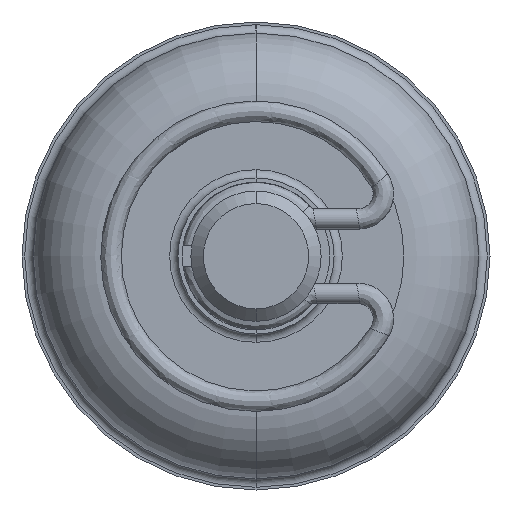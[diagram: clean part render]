
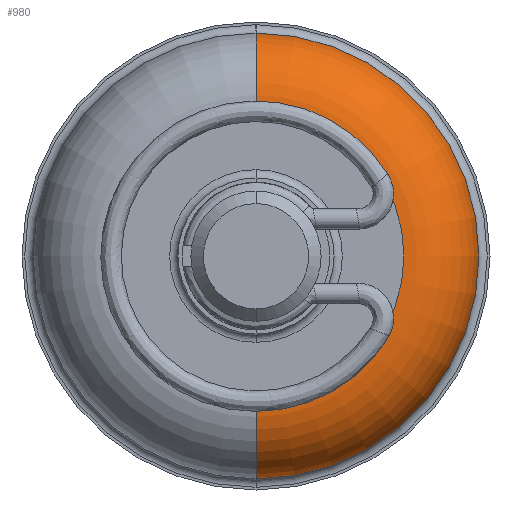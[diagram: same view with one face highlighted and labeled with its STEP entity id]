
A CAD part, front view. The second image highlights one B-rep face of the part: STEP entity #980.
In plain terms, the highlighted toroidal (fillet/blend) face has major radius 9.017 mm and minor radius 4.572 mm.
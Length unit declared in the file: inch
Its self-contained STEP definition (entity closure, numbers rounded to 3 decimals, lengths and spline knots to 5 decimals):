
#12 = EDGE_CURVE ( 'NONE', #1855, #2211, #575, .T. ) ;
#85 = CIRCLE ( 'NONE', #1133, 0.18 ) ;
#146 = DIRECTION ( 'NONE',  ( 0., 0., -1. ) ) ;
#161 = EDGE_LOOP ( 'NONE', ( #1176, #3455, #293, #1474 ) ) ;
#248 = DIRECTION ( 'NONE',  ( 0., -1., 0. ) ) ;
#293 = ORIENTED_EDGE ( 'NONE', *, *, #12, .F. ) ;
#401 = DIRECTION ( 'NONE',  ( 1., 0., 0. ) ) ;
#437 = DIRECTION ( 'NONE',  ( 0., -1., 0. ) ) ;
#454 = DIRECTION ( 'NONE',  ( -1., 0., 0. ) ) ;
#575 = CIRCLE ( 'NONE', #2657, 0.355 ) ;
#830 = CARTESIAN_POINT ( 'NONE',  ( 0., -1.5946, 0.35551 ) ) ;
#888 = CARTESIAN_POINT ( 'NONE',  ( 0., -1.4146, -0.53449 ) ) ;
#938 = EDGE_CURVE ( 'NONE', #1590, #2211, #3153, .T. ) ;
#980 = ADVANCED_FACE ( 'NONE', ( #3076 ), #2340, .T. ) ;
#1064 = CARTESIAN_POINT ( 'NONE',  ( 0., -1.5946, 0.00051 ) ) ;
#1133 = AXIS2_PLACEMENT_3D ( 'NONE', #2088, #454, #2364 ) ;
#1176 = ORIENTED_EDGE ( 'NONE', *, *, #1959, .T. ) ;
#1261 = DIRECTION ( 'NONE',  ( 0., 0., -1. ) ) ;
#1474 = ORIENTED_EDGE ( 'NONE', *, *, #2021, .F. ) ;
#1590 = VERTEX_POINT ( 'NONE', #3111 ) ;
#1674 = AXIS2_PLACEMENT_3D ( 'NONE', #2056, #401, #2325 ) ;
#1784 = DIRECTION ( 'NONE',  ( 0., -1., 0. ) ) ;
#1855 = VERTEX_POINT ( 'NONE', #2142 ) ;
#1915 = DIRECTION ( 'NONE',  ( 0., 0., -1. ) ) ;
#1959 = EDGE_CURVE ( 'NONE', #3096, #1590, #2267, .T. ) ;
#2021 = EDGE_CURVE ( 'NONE', #3096, #1855, #85, .T. ) ;
#2056 = CARTESIAN_POINT ( 'NONE',  ( 0., -1.4146, 0.35551 ) ) ;
#2088 = CARTESIAN_POINT ( 'NONE',  ( 0., -1.4146, -0.35449 ) ) ;
#2142 = CARTESIAN_POINT ( 'NONE',  ( 0., -1.5946, -0.35449 ) ) ;
#2211 = VERTEX_POINT ( 'NONE', #830 ) ;
#2267 = CIRCLE ( 'NONE', #3393, 0.535 ) ;
#2325 = DIRECTION ( 'NONE',  ( 0., 0., -1. ) ) ;
#2340 = TOROIDAL_SURFACE ( 'NONE', #2972, 0.355, 0.18 ) ;
#2364 = DIRECTION ( 'NONE',  ( 0., 0., 1. ) ) ;
#2657 = AXIS2_PLACEMENT_3D ( 'NONE', #1064, #248, #1915 ) ;
#2972 = AXIS2_PLACEMENT_3D ( 'NONE', #3438, #437, #1261 ) ;
#3076 = FACE_OUTER_BOUND ( 'NONE', #161, .T. ) ;
#3096 = VERTEX_POINT ( 'NONE', #888 ) ;
#3111 = CARTESIAN_POINT ( 'NONE',  ( 0., -1.4146, 0.53551 ) ) ;
#3153 = CIRCLE ( 'NONE', #1674, 0.18 ) ;
#3393 = AXIS2_PLACEMENT_3D ( 'NONE', #3416, #1784, #146 ) ;
#3416 = CARTESIAN_POINT ( 'NONE',  ( 0., -1.4146, 0.00051 ) ) ;
#3438 = CARTESIAN_POINT ( 'NONE',  ( 0., -1.4146, 0.00051 ) ) ;
#3455 = ORIENTED_EDGE ( 'NONE', *, *, #938, .T. ) ;
